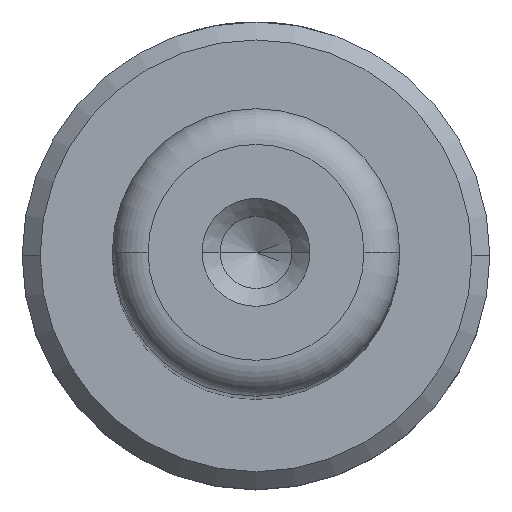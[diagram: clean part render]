
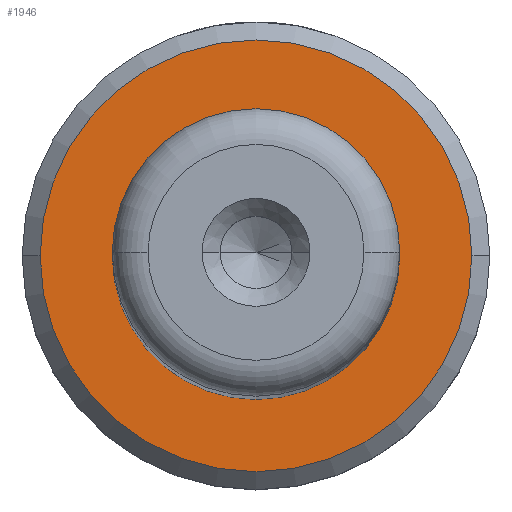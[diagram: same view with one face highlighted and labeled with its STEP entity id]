
A CAD part, top view. The second image highlights one B-rep face of the part: STEP entity #1946.
In plain terms, the highlighted planar face has unit normal (0, 0, 1).
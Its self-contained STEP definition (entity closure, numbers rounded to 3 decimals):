
#253 = FACE_BOUND ( 'NONE', #369, .T. ) ;
#260 = DIRECTION ( 'NONE',  ( 0., 0., -1. ) ) ;
#266 = AXIS2_PLACEMENT_3D ( 'NONE', #940, #1261, #297 ) ;
#275 = EDGE_CURVE ( 'NONE', #1080, #1518, #338, .T. ) ;
#297 = DIRECTION ( 'NONE',  ( 1., 0., 0. ) ) ;
#338 = CIRCLE ( 'NONE', #879, 3.6 ) ;
#349 = ORIENTED_EDGE ( 'NONE', *, *, #1515, .T. ) ;
#369 = EDGE_LOOP ( 'NONE', ( #431, #633 ) ) ;
#399 = ORIENTED_EDGE ( 'NONE', *, *, #1034, .T. ) ;
#431 = ORIENTED_EDGE ( 'NONE', *, *, #702, .T. ) ;
#472 = CARTESIAN_POINT ( 'NONE',  ( -3.6, 0., 13. ) ) ;
#475 = CIRCLE ( 'NONE', #1898, 3.6 ) ;
#525 = CIRCLE ( 'NONE', #871, 6. ) ;
#591 = EDGE_LOOP ( 'NONE', ( #349, #399 ) ) ;
#610 = CARTESIAN_POINT ( 'NONE',  ( -6., 0., 13. ) ) ;
#619 = PLANE ( 'NONE',  #266 ) ;
#633 = ORIENTED_EDGE ( 'NONE', *, *, #275, .T. ) ;
#639 = CARTESIAN_POINT ( 'NONE',  ( 0., 0., 13. ) ) ;
#702 = EDGE_CURVE ( 'NONE', #1518, #1080, #475, .T. ) ;
#739 = DIRECTION ( 'NONE',  ( 0., 0., 1. ) ) ;
#776 = CIRCLE ( 'NONE', #1534, 6. ) ;
#802 = DIRECTION ( 'NONE',  ( 1., 0., 0. ) ) ;
#815 = DIRECTION ( 'NONE',  ( 0., 0., -1. ) ) ;
#871 = AXIS2_PLACEMENT_3D ( 'NONE', #1691, #739, #1849 ) ;
#879 = AXIS2_PLACEMENT_3D ( 'NONE', #1220, #260, #1386 ) ;
#898 = VERTEX_POINT ( 'NONE', #1864 ) ;
#940 = CARTESIAN_POINT ( 'NONE',  ( 0., 0., 13. ) ) ;
#1034 = EDGE_CURVE ( 'NONE', #898, #1333, #525, .T. ) ;
#1080 = VERTEX_POINT ( 'NONE', #1861 ) ;
#1220 = CARTESIAN_POINT ( 'NONE',  ( 0., 0., 13. ) ) ;
#1261 = DIRECTION ( 'NONE',  ( 0., 0., 1. ) ) ;
#1333 = VERTEX_POINT ( 'NONE', #610 ) ;
#1386 = DIRECTION ( 'NONE',  ( -1., 0., 0. ) ) ;
#1515 = EDGE_CURVE ( 'NONE', #1333, #898, #776, .T. ) ;
#1518 = VERTEX_POINT ( 'NONE', #472 ) ;
#1534 = AXIS2_PLACEMENT_3D ( 'NONE', #639, #1757, #802 ) ;
#1541 = FACE_OUTER_BOUND ( 'NONE', #591, .T. ) ;
#1691 = CARTESIAN_POINT ( 'NONE',  ( 0., 0., 13. ) ) ;
#1757 = DIRECTION ( 'NONE',  ( 0., 0., 1. ) ) ;
#1768 = CARTESIAN_POINT ( 'NONE',  ( 0., 0., 13. ) ) ;
#1849 = DIRECTION ( 'NONE',  ( 1., 0., 0. ) ) ;
#1861 = CARTESIAN_POINT ( 'NONE',  ( 3.6, 0., 13. ) ) ;
#1864 = CARTESIAN_POINT ( 'NONE',  ( 6., 0., 13. ) ) ;
#1898 = AXIS2_PLACEMENT_3D ( 'NONE', #1768, #815, #1928 ) ;
#1928 = DIRECTION ( 'NONE',  ( -1., 0., 0. ) ) ;
#1946 = ADVANCED_FACE ( 'NONE', ( #1541, #253 ), #619, .T. ) ;
